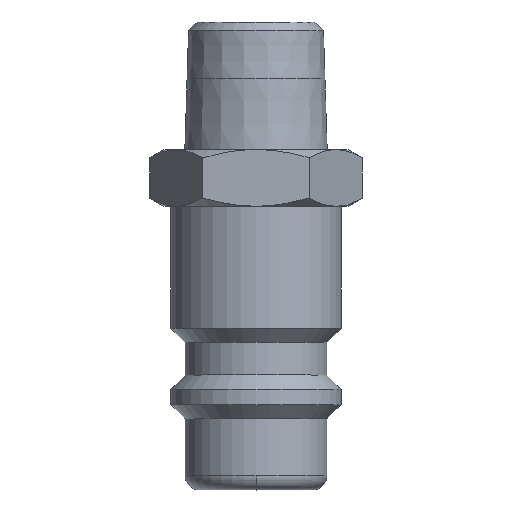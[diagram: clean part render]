
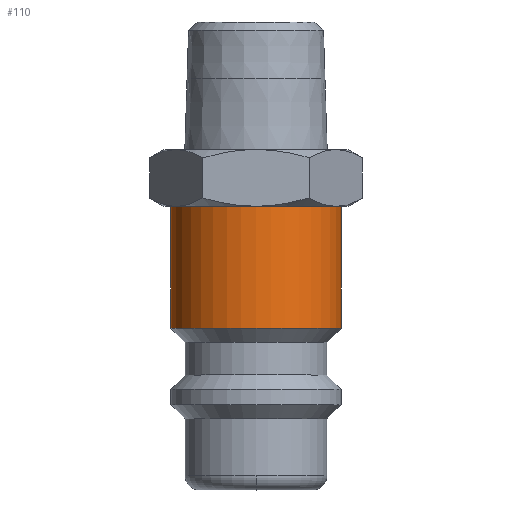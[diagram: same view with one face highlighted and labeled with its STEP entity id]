
A CAD part, top view. The second image highlights one B-rep face of the part: STEP entity #110.
In plain terms, the highlighted cylindrical face has radius 6 mm (diameter 12 mm), a partial arc.
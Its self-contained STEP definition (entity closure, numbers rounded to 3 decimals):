
#110=ADVANCED_FACE('',(#251),#252,.T.);
#251=FACE_OUTER_BOUND('',#420,.T.);
#252=CYLINDRICAL_SURFACE('',#421,6.0);
#420=EDGE_LOOP('',(#683,#684,#685,#686));
#421=AXIS2_PLACEMENT_3D('',#687,#688,#689);
#683=ORIENTED_EDGE('',*,*,#1049,.T.);
#684=ORIENTED_EDGE('',*,*,#972,.T.);
#685=ORIENTED_EDGE('',*,*,#1050,.T.);
#686=ORIENTED_EDGE('',*,*,#1051,.T.);
#687=CARTESIAN_POINT('',(0.0,16.2,0.0));
#688=DIRECTION('',(-0.0,1.0,0.0));
#689=DIRECTION('',(1.0,0.0,0.0));
#972=EDGE_CURVE('',#1146,#1145,#1148,.T.);
#1049=EDGE_CURVE('',#1187,#1146,#1270,.T.);
#1050=EDGE_CURVE('',#1145,#1191,#1271,.T.);
#1051=EDGE_CURVE('',#1191,#1187,#1272,.T.);
#1145=VERTEX_POINT('',#1395);
#1146=VERTEX_POINT('',#1396);
#1148=CIRCLE('',#1398,6.0);
#1187=VERTEX_POINT('',#1497);
#1191=VERTEX_POINT('',#1502);
#1270=LINE('',#1713,#1714);
#1271=LINE('',#1715,#1716);
#1272=CIRCLE('',#1717,6.0);
#1395=CARTESIAN_POINT('',(-6.0,20.0,0.));
#1396=CARTESIAN_POINT('',(6.0,20.0,0.));
#1398=AXIS2_PLACEMENT_3D('',#1903,#1904,#1905);
#1497=CARTESIAN_POINT('',(6.0,11.4,0.0));
#1502=CARTESIAN_POINT('',(-6.0,11.4,0.));
#1713=CARTESIAN_POINT('',(6.0,16.2,0.));
#1714=VECTOR('',#2004,1.0);
#1715=CARTESIAN_POINT('',(-6.0,16.2,0.));
#1716=VECTOR('',#2005,1.0);
#1717=AXIS2_PLACEMENT_3D('',#2006,#2007,#2008);
#1903=CARTESIAN_POINT('',(0.0,20.0,0.0));
#1904=DIRECTION('',(0.0,-1.0,0.0));
#1905=DIRECTION('',(1.0,0.0,0.0));
#2004=DIRECTION('',(0.0,1.0,0.0));
#2005=DIRECTION('',(-0.0,-1.0,-0.0));
#2006=CARTESIAN_POINT('',(0.0,11.4,0.0));
#2007=DIRECTION('',(-0.0,1.0,0.0));
#2008=DIRECTION('',(1.0,0.0,0.0));
